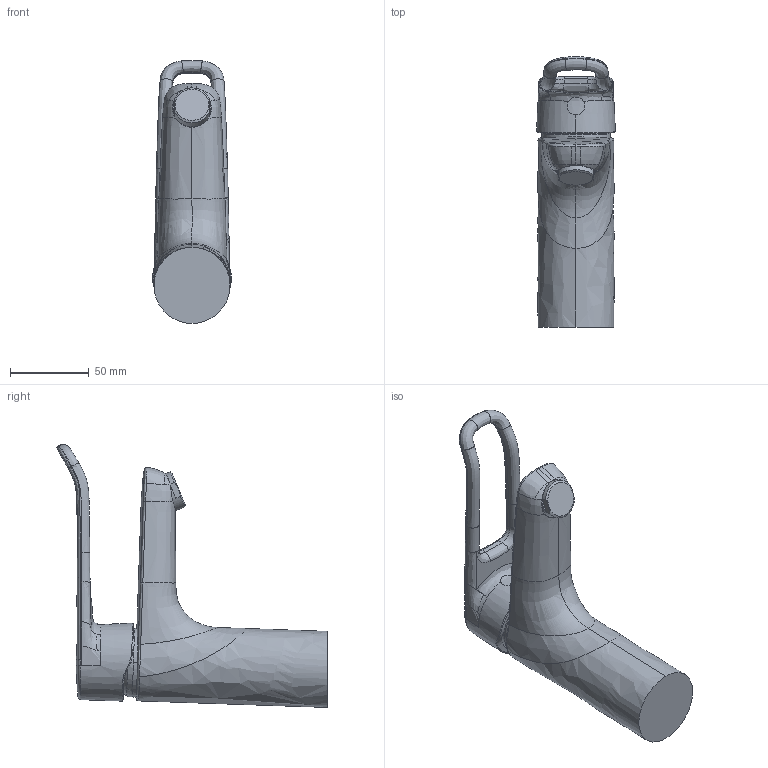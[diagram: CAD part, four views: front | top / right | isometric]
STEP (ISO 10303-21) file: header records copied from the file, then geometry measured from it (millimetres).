
FILE_DESCRIPTION (( 'STEP AP203' ), '1' );
FILE_NAME ('5611(2018)+45022186.STEP', '2019-04-04T04:00:00', ( '' ), ( '' ), 'SwSTEP 2.0', 'SolidWorks 2016', '' );
FILE_SCHEMA (( 'CONFIG_CONTROL_DESIGN' ));
Length unit declared in the file: millimetre
Products named in the file (1): 5611(2018)+45022186
Bounding box: 49.76 x 171.08 x 166.49 mm (x, y, z)
Volume: 391133.4 mm3; surface area: 46431.8 mm2
Topology: 1 solids, 1 shells, 114 faces, 291 edges, 180 vertices
Faces by surface type: bspline 101, plane 6, cylinder 3, cone 2, sphere 2
Entity records: 27009 total; most frequent: CARTESIAN_POINT 25015, ORIENTED_EDGE 582, EDGE_CURVE 291, B_SPLINE_CURVE_WITH_KNOTS 248, VERTEX_POINT 180, EDGE_LOOP 117, FACE_OUTER_BOUND 114, ADVANCED_FACE 114
